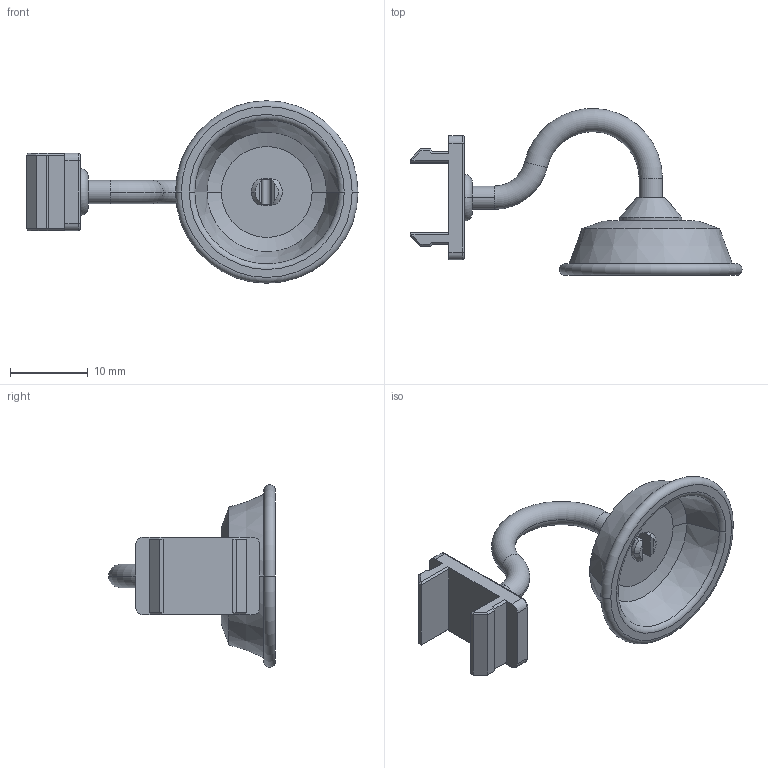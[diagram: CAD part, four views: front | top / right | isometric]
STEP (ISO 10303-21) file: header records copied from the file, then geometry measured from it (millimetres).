
FILE_DESCRIPTION (( 'STEP AP203' ), '1' );
FILE_NAME ('20-20024b.STEP', '2014-04-13T23:54:05', ( 'Nicholas Morozovsky' ), ( '' ), 'SwSTEP 2.0', 'SolidWorks 2012', '' );
FILE_SCHEMA (( 'CONFIG_CONTROL_DESIGN' ));
Length unit declared in the file: millimetre
Products named in the file (1): 20-20024b
Bounding box: 42.75 x 21.5 x 23.5 mm (x, y, z)
Volume: 1749.3 mm3; surface area: 2429.1 mm2
Topology: 2 solids, 2 shells, 119 faces, 282 edges, 173 vertices
Faces by surface type: plane 67, cylinder 23, cone 15, torus 14
Entity records: 3478 total; most frequent: CARTESIAN_POINT 623, DIRECTION 601, ORIENTED_EDGE 564, EDGE_CURVE 282, AXIS2_PLACEMENT_3D 215, VERTEX_POINT 173, VECTOR 171, LINE 171
